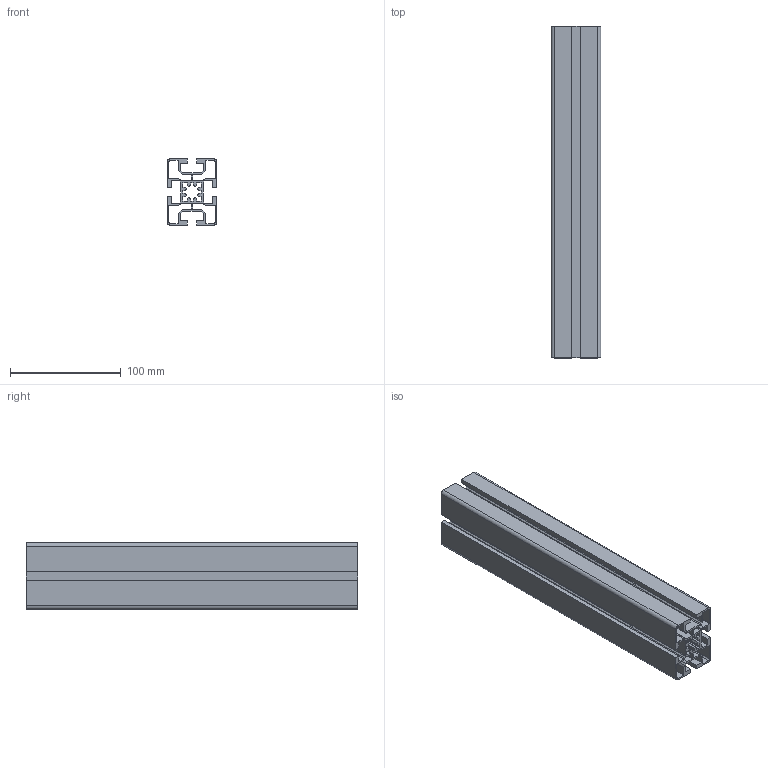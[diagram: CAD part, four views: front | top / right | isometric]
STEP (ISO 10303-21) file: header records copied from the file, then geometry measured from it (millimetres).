
FILE_DESCRIPTION (( 'STEP AP214' ), '1' );
FILE_NAME ('1728140883172.step', '2024-10-05T15:08:26', ( 'Windows User' ), ( '' ), 'SwSTEP 2.0', 'SolidWorks 2011', '' );
FILE_SCHEMA (( 'AUTOMOTIVE_DESIGN' ));
Length unit declared in the file: millimetre
Products named in the file (2): 1.11.045060.44Lx300.00(1); 1728140883172
Assembly tree (1 placements, depth 2):
  1728140883172
    1.11.045060.44Lx300.00(1)
Bounding box: 45 x 300 x 60 mm (x, y, z)
Volume: 237869.4 mm3; surface area: 239474.1 mm2
Topology: 1 solids, 1 shells, 182 faces, 540 edges, 360 vertices
Faces by surface type: plane 118, cylinder 64
Entity records: 6178 total; most frequent: CARTESIAN_POINT 1086, ORIENTED_EDGE 1080, DIRECTION 1040, EDGE_CURVE 540, LINE 412, VECTOR 412, VERTEX_POINT 360, AXIS2_PLACEMENT_3D 314
